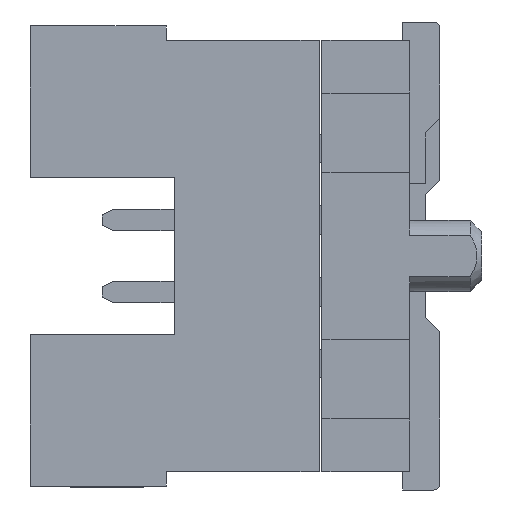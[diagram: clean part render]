
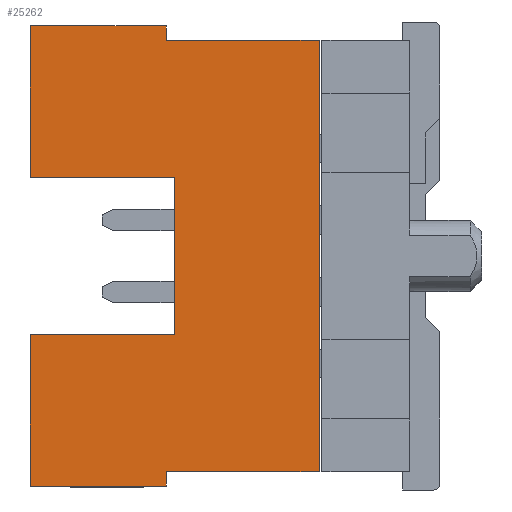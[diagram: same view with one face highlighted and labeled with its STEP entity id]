
A CAD part, left-side view. The second image highlights one B-rep face of the part: STEP entity #25262.
In plain terms, the highlighted planar face has unit normal (-1, 0, 0).
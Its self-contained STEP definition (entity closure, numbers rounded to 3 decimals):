
#57=DIRECTION('',(0.,0.,1.));
#58=VECTOR('',#57,7.62);
#59=CARTESIAN_POINT('',(-7.62,0.,-3.81));
#60=LINE('',#59,#58);
#61=DIRECTION('',(0.,0.,-1.));
#62=VECTOR('',#61,2.67);
#63=CARTESIAN_POINT('',(-7.62,5.1,-1.395));
#64=LINE('',#63,#62);
#65=DIRECTION('',(0.,-1.,0.));
#66=VECTOR('',#65,2.54);
#67=CARTESIAN_POINT('',(-7.62,5.1,1.395));
#68=LINE('',#67,#66);
#69=DIRECTION('',(0.,0.,-1.));
#70=VECTOR('',#69,2.67);
#71=CARTESIAN_POINT('',(-7.62,5.1,4.065));
#72=LINE('',#71,#70);
#73=DIRECTION('',(0.,1.,0.));
#74=VECTOR('',#73,2.4);
#75=CARTESIAN_POINT('',(-7.62,2.7,4.065));
#76=LINE('',#75,#74);
#77=DIRECTION('',(0.,0.,1.));
#78=VECTOR('',#77,0.255);
#79=CARTESIAN_POINT('',(-7.62,2.7,3.81));
#80=LINE('',#79,#78);
#81=DIRECTION('',(0.,1.,0.));
#82=VECTOR('',#81,2.7);
#83=CARTESIAN_POINT('',(-7.62,0.,3.81));
#84=LINE('',#83,#82);
#93=DIRECTION('',(0.,-1.,0.));
#94=VECTOR('',#93,2.7);
#95=CARTESIAN_POINT('',(-7.62,2.7,-3.81));
#96=LINE('',#95,#94);
#975=DIRECTION('',(0.,1.,0.));
#976=VECTOR('',#975,2.54);
#977=CARTESIAN_POINT('',(-7.62,2.56,-1.395));
#978=LINE('',#977,#976);
#1003=DIRECTION('',(0.,0.,-1.));
#1004=VECTOR('',#1003,2.79);
#1005=CARTESIAN_POINT('',(-7.62,2.56,1.395));
#1006=LINE('',#1005,#1004);
#1119=DIRECTION('',(0.,1.,0.));
#1120=VECTOR('',#1119,2.4);
#1121=CARTESIAN_POINT('',(-7.62,2.7,-4.065));
#1122=LINE('',#1121,#1120);
#1403=DIRECTION('',(0.,0.,1.));
#1404=VECTOR('',#1403,0.255);
#1405=CARTESIAN_POINT('',(-7.62,2.7,-4.065));
#1406=LINE('',#1405,#1404);
#22408=CARTESIAN_POINT('',(-7.62,0.,3.81));
#22409=VERTEX_POINT('',#22408);
#22410=CARTESIAN_POINT('',(-7.62,0.,-3.81));
#22411=VERTEX_POINT('',#22410);
#22600=CARTESIAN_POINT('',(-7.62,2.7,3.81));
#22601=VERTEX_POINT('',#22600);
#22606=CARTESIAN_POINT('',(-7.62,2.7,4.065));
#22607=VERTEX_POINT('',#22606);
#22608=CARTESIAN_POINT('',(-7.62,5.1,4.065));
#22609=VERTEX_POINT('',#22608);
#22618=CARTESIAN_POINT('',(-7.62,5.1,1.395));
#22619=VERTEX_POINT('',#22618);
#22624=CARTESIAN_POINT('',(-7.62,5.1,-1.395));
#22625=VERTEX_POINT('',#22624);
#22626=CARTESIAN_POINT('',(-7.62,5.1,-4.065));
#22627=VERTEX_POINT('',#22626);
#22638=CARTESIAN_POINT('',(-7.62,2.56,1.395));
#22639=VERTEX_POINT('',#22638);
#22640=CARTESIAN_POINT('',(-7.62,2.7,-3.81));
#22641=VERTEX_POINT('',#22640);
#22642=CARTESIAN_POINT('',(-7.62,2.7,-4.065));
#22643=VERTEX_POINT('',#22642);
#22644=CARTESIAN_POINT('',(-7.62,2.56,-1.395));
#22645=VERTEX_POINT('',#22644);
#25237=CARTESIAN_POINT('',(-7.62,2.55,0.));
#25238=DIRECTION('',(1.,0.,0.));
#25239=DIRECTION('',(0.,0.,1.));
#25240=AXIS2_PLACEMENT_3D('',#25237,#25238,#25239);
#25241=PLANE('',#25240);
#25242=ORIENTED_EDGE('',*,*,#24929,.F.);
#25244=ORIENTED_EDGE('',*,*,#25243,.F.);
#25246=ORIENTED_EDGE('',*,*,#25245,.F.);
#25248=ORIENTED_EDGE('',*,*,#25247,.T.);
#25250=ORIENTED_EDGE('',*,*,#25249,.F.);
#25252=ORIENTED_EDGE('',*,*,#25251,.F.);
#25254=ORIENTED_EDGE('',*,*,#25253,.F.);
#25255=ORIENTED_EDGE('',*,*,#25228,.F.);
#25256=ORIENTED_EDGE('',*,*,#25199,.F.);
#25257=ORIENTED_EDGE('',*,*,#25179,.F.);
#25258=ORIENTED_EDGE('',*,*,#25165,.F.);
#25259=ORIENTED_EDGE('',*,*,#25151,.F.);
#25260=EDGE_LOOP('',(#25242,#25244,#25246,#25248,#25250,#25252,#25254,#25255,
#25256,#25257,#25258,#25259));
#25261=FACE_OUTER_BOUND('',#25260,.F.);
#25262=ADVANCED_FACE('',(#25261),#25241,.F.);
#24929=EDGE_CURVE('',#22411,#22409,#60,.T.);
#25151=EDGE_CURVE('',#22409,#22601,#84,.T.);
#25165=EDGE_CURVE('',#22601,#22607,#80,.T.);
#25179=EDGE_CURVE('',#22607,#22609,#76,.T.);
#25199=EDGE_CURVE('',#22609,#22619,#72,.T.);
#25228=EDGE_CURVE('',#22619,#22639,#68,.T.);
#25243=EDGE_CURVE('',#22641,#22411,#96,.T.);
#25245=EDGE_CURVE('',#22643,#22641,#1406,.T.);
#25247=EDGE_CURVE('',#22643,#22627,#1122,.T.);
#25249=EDGE_CURVE('',#22625,#22627,#64,.T.);
#25251=EDGE_CURVE('',#22645,#22625,#978,.T.);
#25253=EDGE_CURVE('',#22639,#22645,#1006,.T.);
